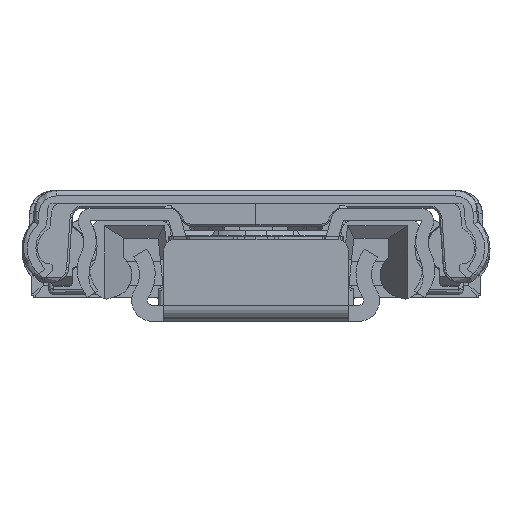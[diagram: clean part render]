
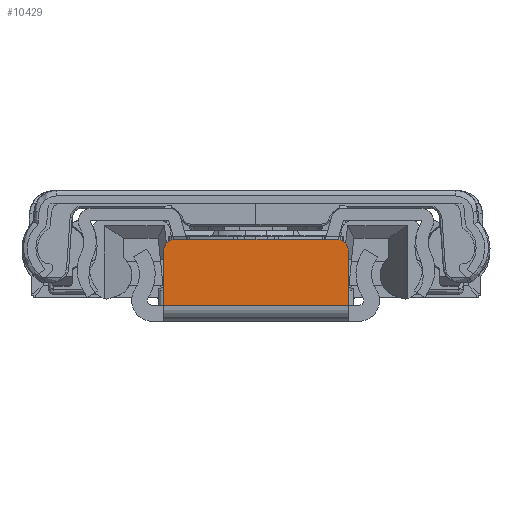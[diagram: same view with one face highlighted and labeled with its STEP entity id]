
A CAD part, left-side view. The second image highlights one B-rep face of the part: STEP entity #10429.
In plain terms, the highlighted planar face has unit normal (-1, 0, 0).
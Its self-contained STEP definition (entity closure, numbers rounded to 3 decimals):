
#522 = LINE ( 'NONE', #38216, #57047 ) ;
#1190 = AXIS2_PLACEMENT_3D ( 'NONE', #47578, #13741, #53224 ) ;
#2330 = PLANE ( 'NONE',  #17996 ) ;
#4245 = FACE_OUTER_BOUND ( 'NONE', #57872, .T. ) ;
#5027 = EDGE_CURVE ( 'NONE', #68534, #28573, #39690, .T. ) ;
#5281 = AXIS2_PLACEMENT_3D ( 'NONE', #14305, #53775, #20013 ) ;
#7404 = DIRECTION ( 'NONE',  ( 0., -1., 0. ) ) ;
#10429 = ADVANCED_FACE ( 'NONE', ( #4245 ), #2330, .F. ) ;
#13517 = EDGE_CURVE ( 'NONE', #36289, #67012, #22497, .T. ) ;
#13667 = DIRECTION ( 'NONE',  ( 0., 0., -1. ) ) ;
#13741 = DIRECTION ( 'NONE',  ( 1., 0., 0. ) ) ;
#14305 = CARTESIAN_POINT ( 'NONE',  ( -3., -7.8, 5.279 ) ) ;
#14735 = CARTESIAN_POINT ( 'NONE',  ( -3., 9., -0.001 ) ) ;
#16100 = ORIENTED_EDGE ( 'NONE', *, *, #25997, .F. ) ;
#17996 = AXIS2_PLACEMENT_3D ( 'NONE', #52903, #47513, #13667 ) ;
#20013 = DIRECTION ( 'NONE',  ( 0., 0., -1. ) ) ;
#20440 = DIRECTION ( 'NONE',  ( 0., 0., 1. ) ) ;
#22497 = CIRCLE ( 'NONE', #5281, 1.2 ) ;
#23144 = LINE ( 'NONE', #14735, #53122 ) ;
#25997 = EDGE_CURVE ( 'NONE', #31156, #35425, #42225, .T. ) ;
#26865 = DIRECTION ( 'NONE',  ( 0., 0., -1. ) ) ;
#28573 = VERTEX_POINT ( 'NONE', #55283 ) ;
#30511 = ORIENTED_EDGE ( 'NONE', *, *, #45770, .F. ) ;
#31156 = VERTEX_POINT ( 'NONE', #45508 ) ;
#32165 = ORIENTED_EDGE ( 'NONE', *, *, #51481, .F. ) ;
#35425 = VERTEX_POINT ( 'NONE', #39010 ) ;
#35440 = LINE ( 'NONE', #52566, #61866 ) ;
#35848 = EDGE_CURVE ( 'NONE', #28573, #31156, #23144, .T. ) ;
#36289 = VERTEX_POINT ( 'NONE', #57354 ) ;
#38216 = CARTESIAN_POINT ( 'NONE',  ( -3., -9., -0.001 ) ) ;
#39010 = CARTESIAN_POINT ( 'NONE',  ( -3., 7.8, 6.479 ) ) ;
#39690 = LINE ( 'NONE', #50480, #62550 ) ;
#42225 = CIRCLE ( 'NONE', #1190, 1.2 ) ;
#45508 = CARTESIAN_POINT ( 'NONE',  ( -3., 9., 5.279 ) ) ;
#45770 = EDGE_CURVE ( 'NONE', #67012, #68534, #522, .T. ) ;
#47513 = DIRECTION ( 'NONE',  ( 1., 0., 0. ) ) ;
#47578 = CARTESIAN_POINT ( 'NONE',  ( -3., 7.8, 5.279 ) ) ;
#50480 = CARTESIAN_POINT ( 'NONE',  ( -3., 9., -0.001 ) ) ;
#51481 = EDGE_CURVE ( 'NONE', #35425, #36289, #35440, .T. ) ;
#52566 = CARTESIAN_POINT ( 'NONE',  ( -3., 9., 6.479 ) ) ;
#52903 = CARTESIAN_POINT ( 'NONE',  ( -3., 9., -0.001 ) ) ;
#53122 = VECTOR ( 'NONE', #20440, 1000. ) ;
#53224 = DIRECTION ( 'NONE',  ( 0., 0., 1. ) ) ;
#53775 = DIRECTION ( 'NONE',  ( 1., 0., 0. ) ) ;
#55283 = CARTESIAN_POINT ( 'NONE',  ( -3., 9., -0.001 ) ) ;
#56146 = DIRECTION ( 'NONE',  ( 0., 1., 0. ) ) ;
#57047 = VECTOR ( 'NONE', #26865, 1000. ) ;
#57354 = CARTESIAN_POINT ( 'NONE',  ( -3., -7.8, 6.479 ) ) ;
#57872 = EDGE_LOOP ( 'NONE', ( #61797, #32165, #16100, #72750, #62044, #30511 ) ) ;
#58849 = CARTESIAN_POINT ( 'NONE',  ( -3., -9., -0.001 ) ) ;
#61797 = ORIENTED_EDGE ( 'NONE', *, *, #13517, .F. ) ;
#61866 = VECTOR ( 'NONE', #7404, 1000. ) ;
#62044 = ORIENTED_EDGE ( 'NONE', *, *, #5027, .F. ) ;
#62550 = VECTOR ( 'NONE', #56146, 1000. ) ;
#67002 = CARTESIAN_POINT ( 'NONE',  ( -3., -9., 5.279 ) ) ;
#67012 = VERTEX_POINT ( 'NONE', #67002 ) ;
#68534 = VERTEX_POINT ( 'NONE', #58849 ) ;
#72750 = ORIENTED_EDGE ( 'NONE', *, *, #35848, .F. ) ;
